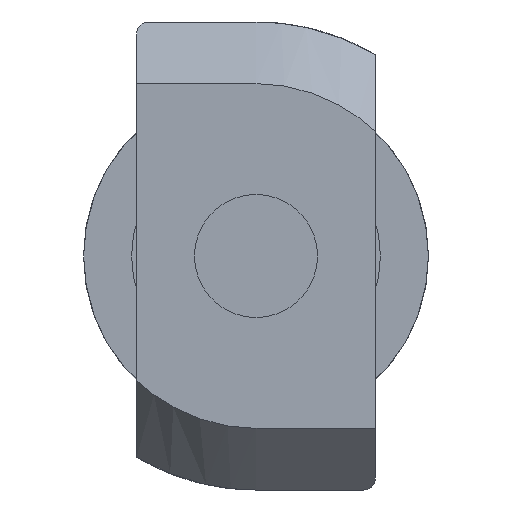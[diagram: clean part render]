
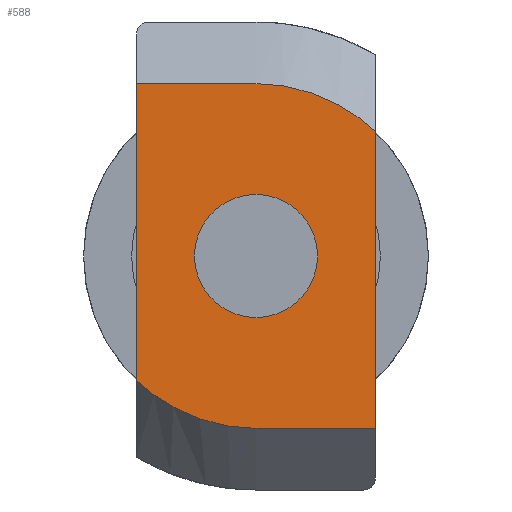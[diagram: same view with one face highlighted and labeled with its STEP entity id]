
A CAD part, left-side view. The second image highlights one B-rep face of the part: STEP entity #588.
In plain terms, the highlighted face is planar.
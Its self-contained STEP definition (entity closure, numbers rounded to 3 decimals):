
#588=ADVANCED_FACE('',(#719,#720),#721,.F.);
#719=FACE_BOUND('',#1010,.T.);
#720=FACE_OUTER_BOUND('',#1011,.T.);
#721=PLANE('',#1012);
#1010=EDGE_LOOP('',(#1305));
#1011=EDGE_LOOP('',(#1306,#1307,#1308,#1309,#1310,#1311));
#1012=AXIS2_PLACEMENT_3D('',#1312,#1313,#1314);
#1305=ORIENTED_EDGE('',*,*,#2344,.F.);
#1306=ORIENTED_EDGE('',*,*,#2345,.F.);
#1307=ORIENTED_EDGE('',*,*,#2342,.F.);
#1308=ORIENTED_EDGE('',*,*,#2341,.F.);
#1309=ORIENTED_EDGE('',*,*,#2346,.F.);
#1310=ORIENTED_EDGE('',*,*,#2347,.F.);
#1311=ORIENTED_EDGE('',*,*,#2348,.F.);
#1312=CARTESIAN_POINT('',(0.,0.,-5.8));
#1313=DIRECTION('',(0.,0.,1.0));
#1314=DIRECTION('',(1.0,0.,0.));
#2341=EDGE_CURVE('',#2675,#2677,#2678,.F.);
#2342=EDGE_CURVE('',#2677,#2679,#2680,.T.);
#2344=EDGE_CURVE('',#2682,#2682,#2683,.F.);
#2345=EDGE_CURVE('',#2679,#2684,#2685,.F.);
#2346=EDGE_CURVE('',#2686,#2675,#2687,.T.);
#2347=EDGE_CURVE('',#2688,#2686,#2689,.T.);
#2348=EDGE_CURVE('',#2684,#2688,#2690,.T.);
#2675=VERTEX_POINT('',#3244);
#2677=VERTEX_POINT('',#3247);
#2678=LINE('',#3248,#3249);
#2679=VERTEX_POINT('',#3250);
#2680=B_SPLINE_CURVE_WITH_KNOTS('',3,(#3251,#3252,#3253,#3254),.UNSPECIFIED.,.F.,.F.,(4,4),(0.0,0.005),.UNSPECIFIED.);
#2682=VERTEX_POINT('',#3257);
#2683=CIRCLE('',#3258,2.5);
#2684=VERTEX_POINT('',#3259);
#2685=LINE('',#3260,#3261);
#2686=VERTEX_POINT('',#3262);
#2687=LINE('',#3263,#3264);
#2688=VERTEX_POINT('',#3265);
#2689=B_SPLINE_CURVE_WITH_KNOTS('',3,(#3266,#3267,#3268,#3269),.UNSPECIFIED.,.F.,.F.,(4,4),(0.0,0.005),.UNSPECIFIED.);
#2690=LINE('',#3270,#3271);
#3244=CARTESIAN_POINT('',(4.85,7.0,-5.8));
#3247=CARTESIAN_POINT('',(0.,7.0,-5.8));
#3248=CARTESIAN_POINT('',(0.,7.0,-5.8));
#3249=VECTOR('',#4241,1.0);
#3250=CARTESIAN_POINT('',(-4.85,5.048,-5.8));
#3251=CARTESIAN_POINT('',(0.,7.0,-5.8));
#3252=CARTESIAN_POINT('',(-1.763,7.0,-5.8));
#3253=CARTESIAN_POINT('',(-3.556,6.29,-5.8));
#3254=CARTESIAN_POINT('',(-4.85,5.048,-5.8));
#3257=CARTESIAN_POINT('',(2.5,0.,-5.8));
#3258=AXIS2_PLACEMENT_3D('',#4243,#4244,#4245);
#3259=CARTESIAN_POINT('',(-4.85,-7.0,-5.8));
#3260=CARTESIAN_POINT('',(-4.85,0.,-5.8));
#3261=VECTOR('',#4246,1.0);
#3262=CARTESIAN_POINT('',(4.85,-5.048,-5.8));
#3263=CARTESIAN_POINT('',(4.85,0.,-5.8));
#3264=VECTOR('',#4247,1.0);
#3265=CARTESIAN_POINT('',(0.,-7.0,-5.8));
#3266=CARTESIAN_POINT('',(0.,-7.0,-5.8));
#3267=CARTESIAN_POINT('',(1.763,-7.0,-5.8));
#3268=CARTESIAN_POINT('',(3.556,-6.29,-5.8));
#3269=CARTESIAN_POINT('',(4.85,-5.048,-5.8));
#3270=CARTESIAN_POINT('',(0.,-7.0,-5.8));
#3271=VECTOR('',#4248,1.0);
#4241=DIRECTION('',(1.0,0.,0.));
#4243=CARTESIAN_POINT('',(0.0,0.0,-5.8));
#4244=DIRECTION('',(0.,0.,1.0));
#4245=DIRECTION('',(1.0,0.0,0.));
#4246=DIRECTION('',(0.,1.0,0.0));
#4247=DIRECTION('',(0.,1.0,0.0));
#4248=DIRECTION('',(1.0,0.,0.));
